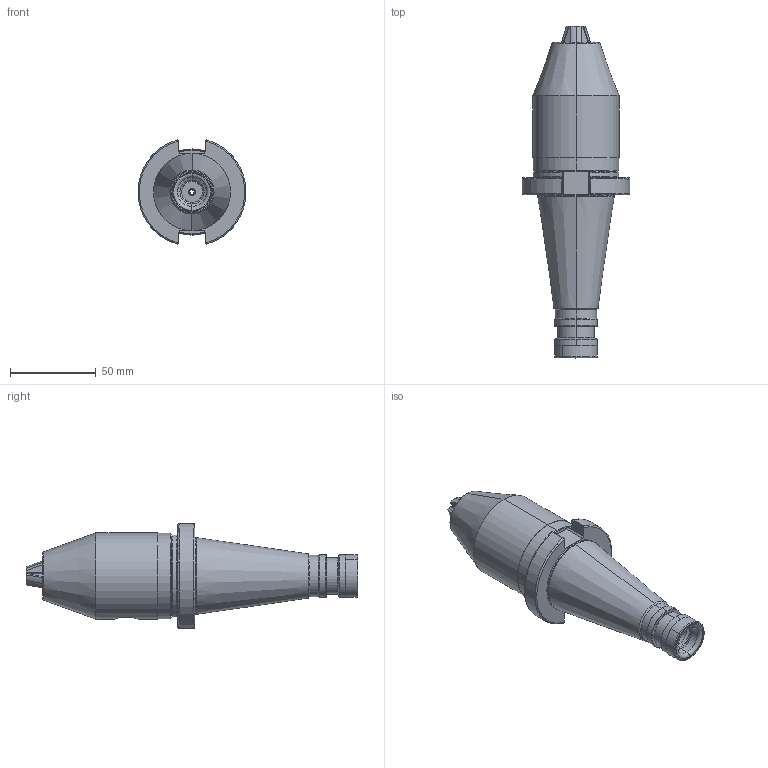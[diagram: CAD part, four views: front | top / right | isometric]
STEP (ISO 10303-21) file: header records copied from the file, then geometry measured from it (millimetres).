
FILE_DESCRIPTION (( 'STEP AP214' ), '1' );
FILE_NAME ('BF2NTF0941002A.STEP', '2020-03-25T04:06:40', ( '' ), ( '' ), 'SwSTEP 2.0', 'SolidWorks 2017', '' );
FILE_SCHEMA (( 'AUTOMOTIVE_DESIGN' ));
Length unit declared in the file: millimetre
Products named in the file (14): BB13316020101A; BB13313030001A; SB018001; BA13316100001A; BB13313060101A-; BB13313050001A-; BB13316040001A; BB13313090001A; BF2NTF0941002A; C4902-A01; BB13316010001A; KR029096; BB13313080001A; C4902-02B
Assembly tree (15 placements, depth 3):
  BF2NTF0941002A
    BA13316100001A
      BB13316010001A
      BB13316020101A
      BB13316040001A
      BB13313090001A
      BB13313050001A-
      BB13313060101A-
      BB13313080001A
      SB018001
      KR029096
      BB13313030001A  x3
    C4902-A01
    C4902-02B
Bounding box: 62.76 x 193.04 x 60.65 mm (x, y, z)
Volume: 198629.9 mm3; surface area: 76991.2 mm2
Topology: 14 solids, 14 shells, 1013 faces, 2689 edges, 1700 vertices
Faces by surface type: cylinder 363, plane 302, cone 230, torus 108, bspline 10
Entity records: 38171 total; most frequent: CARTESIAN_POINT 15150, ORIENTED_EDGE 5098, DIRECTION 4262, EDGE_CURVE 2549, AXIS2_PLACEMENT_3D 1767, VERTEX_POINT 1622, EDGE_LOOP 1019, FACE_OUTER_BOUND 965
